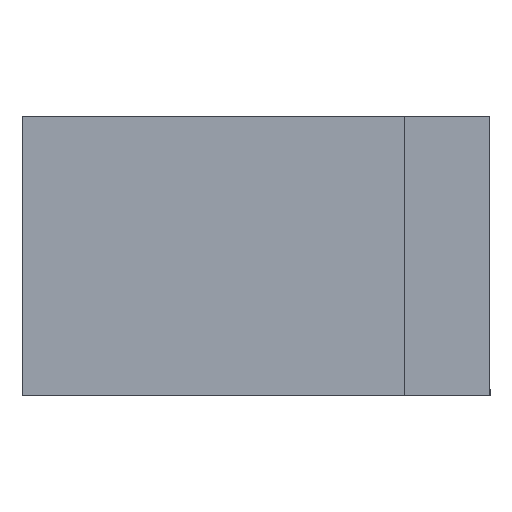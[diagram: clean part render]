
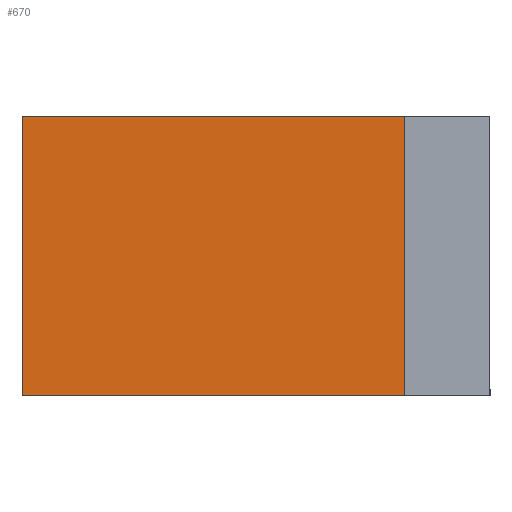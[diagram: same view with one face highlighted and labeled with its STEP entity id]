
A CAD part, left-side view. The second image highlights one B-rep face of the part: STEP entity #670.
In plain terms, the highlighted planar face has unit normal (-1, 0, 0).
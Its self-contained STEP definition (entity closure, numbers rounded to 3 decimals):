
#78=FACE_OUTER_BOUND('',#126,.T.);
#126=EDGE_LOOP('',(#572,#573,#574,#575));
#162=LINE('',#973,#240);
#195=LINE('',#1065,#273);
#204=LINE('',#1081,#282);
#205=LINE('',#1082,#283);
#240=VECTOR('',#793,10.);
#273=VECTOR('',#868,10.);
#282=VECTOR('',#891,10.);
#283=VECTOR('',#892,10.);
#309=VERTEX_POINT('',#967);
#311=VERTEX_POINT('',#971);
#348=VERTEX_POINT('',#1062);
#349=VERTEX_POINT('',#1064);
#378=EDGE_CURVE('',#309,#311,#162,.T.);
#423=EDGE_CURVE('',#349,#348,#195,.T.);
#432=EDGE_CURVE('',#348,#309,#204,.T.);
#433=EDGE_CURVE('',#311,#349,#205,.T.);
#572=ORIENTED_EDGE('',*,*,#423,.T.);
#573=ORIENTED_EDGE('',*,*,#432,.T.);
#574=ORIENTED_EDGE('',*,*,#378,.T.);
#575=ORIENTED_EDGE('',*,*,#433,.T.);
#642=PLANE('',#737);
#670=ADVANCED_FACE('',(#78),#642,.T.);
#737=AXIS2_PLACEMENT_3D('',#1080,#889,#890);
#793=DIRECTION('',(0.,0.,-1.));
#868=DIRECTION('',(0.,0.,1.));
#889=DIRECTION('center_axis',(-1.,0.,0.));
#890=DIRECTION('ref_axis',(0.,0.,1.));
#891=DIRECTION('',(0.,1.,0.));
#892=DIRECTION('',(0.,-1.,0.));
#967=CARTESIAN_POINT('',(-708.485,-15.953,113.584));
#971=CARTESIAN_POINT('',(-708.485,-15.953,90.584));
#973=CARTESIAN_POINT('',(-708.485,-15.953,113.584));
#1062=CARTESIAN_POINT('',(-708.485,-47.453,113.584));
#1064=CARTESIAN_POINT('',(-708.485,-47.453,90.584));
#1065=CARTESIAN_POINT('',(-708.485,-47.453,102.084));
#1080=CARTESIAN_POINT('Origin',(-708.485,-32.703,102.084));
#1081=CARTESIAN_POINT('',(-708.485,-49.453,113.584));
#1082=CARTESIAN_POINT('',(-708.485,-15.953,90.584));
